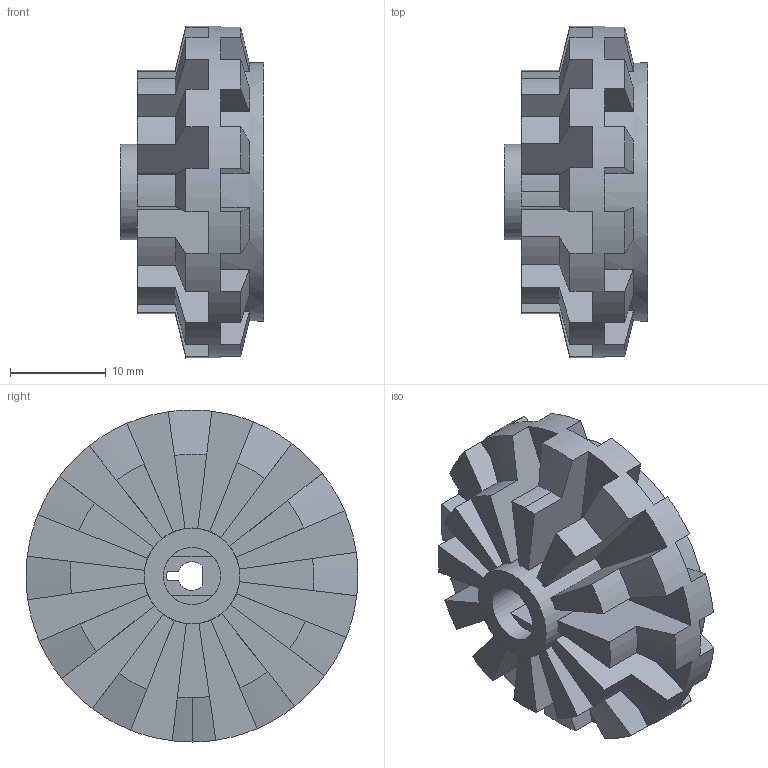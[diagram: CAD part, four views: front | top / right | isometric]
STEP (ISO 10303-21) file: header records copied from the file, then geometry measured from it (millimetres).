
FILE_DESCRIPTION(('HOOPS Exchange Step'),'2;1');
FILE_NAME('temp_export','2024-01-29T12:55:20-05:00',('mobile'),('Shapr3D Limited'),'HOOPS Exchange 2023.2','Shapr3D','Authorized');
FILE_SCHEMA( ('AUTOMOTIVE_DESIGN { 1 0 10303 214 1 1 1 1 }') );
Length unit declared in the file: millimetre
Products named in the file (2): N20 Wheel Velg D43 mm.STEP; root
Assembly tree (1 placements, depth 2):
  root
    N20 Wheel Velg D43 mm.STEP
Bounding box: 15 x 34.73 x 34.75 mm (x, y, z)
Volume: 6836.2 mm3; surface area: 5573.1 mm2
Topology: 1 solids, 1 shells, 172 faces, 513 edges, 343 vertices
Faces by surface type: plane 122, cylinder 25, cone 25
Full cylindrical faces by diameter (mm): 6 x1, 10 x1, 10.05 x1, 21.75 x1, 27.1 x1, 34.75 x1
Entity records: 5895 total; most frequent: DIRECTION 1044, CARTESIAN_POINT 1030, ORIENTED_EDGE 1026, EDGE_CURVE 513, AXIS2_PLACEMENT_3D 357, VERTEX_POINT 343, VECTOR 330, LINE 330
